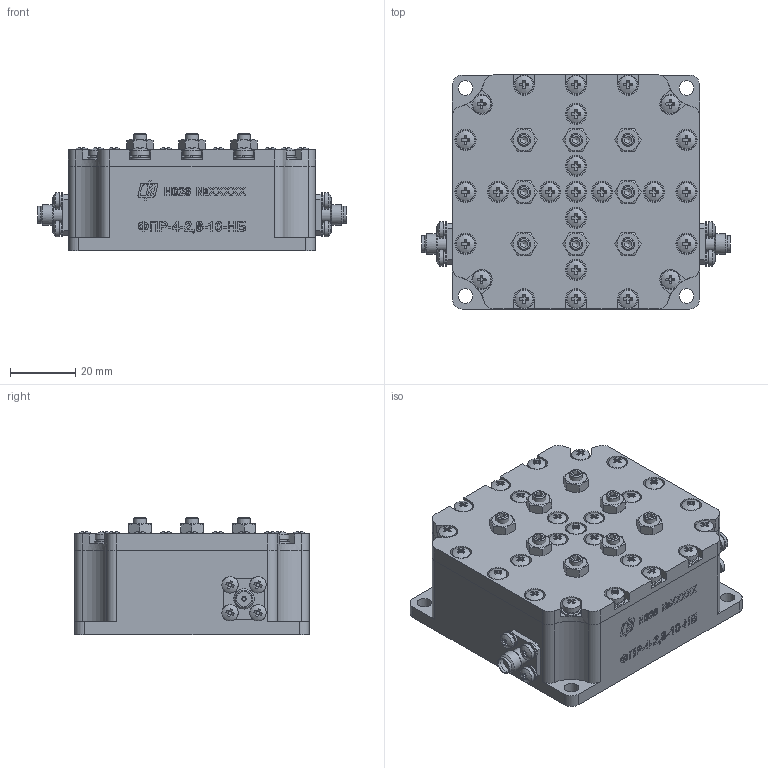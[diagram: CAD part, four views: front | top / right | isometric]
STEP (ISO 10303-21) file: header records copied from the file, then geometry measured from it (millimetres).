
FILE_DESCRIPTION(('STEP AP203'), '1');
FILE_NAME('ÍØÁÀ.468844.152_Ôèëüòð ÔÏÐ-4-2,8-10-ÍÁ', '', ('UNSPECIFIED'), ('UNSPECIFIED'), 'ASCON STEP Converter 1.6', 'ASCON Math Kernel', '');
FILE_SCHEMA(('CONFIG_CONTROL_DESIGN'));
Length unit declared in the file: millimetre
Products named in the file (1): НШБА.468844.152_Фильтр ФПР-4-2,8-10-НБ
Bounding box: 95 x 72 x 36.07 mm (x, y, z)
Volume: 162264.4 mm3; surface area: 41297.5 mm2
Topology: 78 solids, 88 shells, 1771 faces, 4160 edges, 2750 vertices
Faces by surface type: plane 1214, cylinder 352, bspline 104, cone 68, sphere 33
Full cylindrical faces by diameter (mm): 1 x2, 1.4 x4, 2.5 x8, 2.6 x8, 2.7 x8, 3 x25, 3.2 x25, 3.3 x16, 3.4 x25, 4 x12, 4.1 x2, 4.2 x2, 4.5 x8, 4.7 x2, 5 x16, 5.2 x4, 5.6 x25, 6 x25, 6.25 x2, 6.5 x15, 7.4 x4
Entity records: 86375 total; most frequent: CARTESIAN_POINT 32305, DIRECTION 7745, ORIENTED_EDGE 7724, EDGE_CURVE 3862, AXIS2_PLACEMENT_3D 2846, VERTEX_POINT 2738, EDGE_LOOP 2414, LINE 2053
